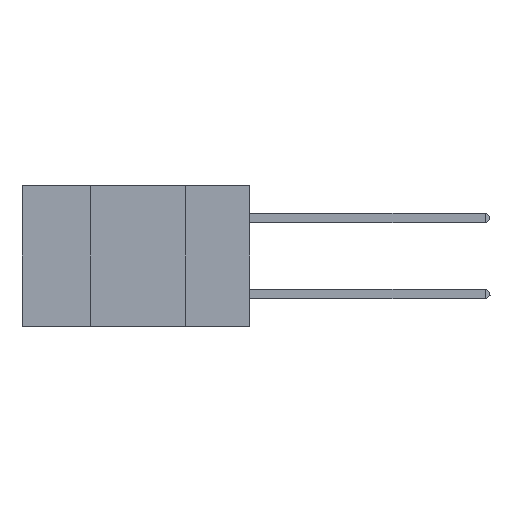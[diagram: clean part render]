
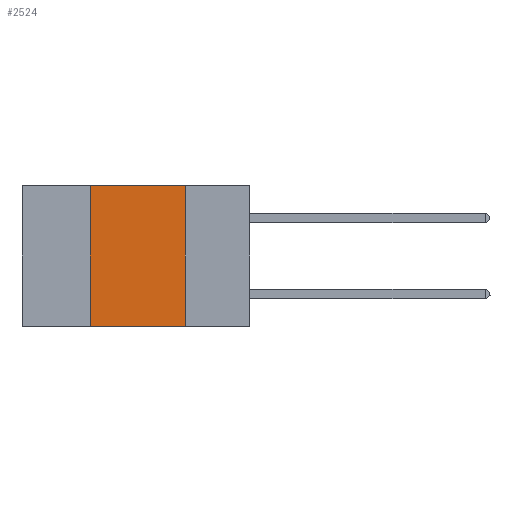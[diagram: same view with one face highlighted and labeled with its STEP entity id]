
A CAD part, left-side view. The second image highlights one B-rep face of the part: STEP entity #2524.
In plain terms, the highlighted planar face has unit normal (-1, 0, 0).
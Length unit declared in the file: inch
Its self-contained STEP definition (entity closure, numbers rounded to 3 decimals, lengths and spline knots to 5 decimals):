
#273 = ORIENTED_EDGE ( 'NONE', *, *, #14364, .F. ) ;
#711 = CARTESIAN_POINT ( 'NONE',  ( 0., 0.42, 0. ) ) ;
#1368 = EDGE_CURVE ( 'NONE', #4630, #2922, #3511, .T. ) ;
#2351 = DIRECTION ( 'NONE',  ( 0., 0., 1. ) ) ;
#2472 = VECTOR ( 'NONE', #4515, 39.37008 ) ;
#2524 = ADVANCED_FACE ( 'NONE', ( #3461 ), #13205, .F. ) ;
#2741 = AXIS2_PLACEMENT_3D ( 'NONE', #15018, #11909, #10435 ) ;
#2922 = VERTEX_POINT ( 'NONE', #16268 ) ;
#2955 = DIRECTION ( 'NONE',  ( 0., 0., -1. ) ) ;
#3285 = EDGE_CURVE ( 'NONE', #3661, #2922, #6555, .T. ) ;
#3461 = FACE_OUTER_BOUND ( 'NONE', #10279, .T. ) ;
#3511 = LINE ( 'NONE', #10343, #6846 ) ;
#3661 = VERTEX_POINT ( 'NONE', #7805 ) ;
#4515 = DIRECTION ( 'NONE',  ( 0., -1., 0. ) ) ;
#4630 = VERTEX_POINT ( 'NONE', #8766 ) ;
#5236 = VERTEX_POINT ( 'NONE', #16107 ) ;
#6254 = EDGE_CURVE ( 'NONE', #3661, #5236, #12957, .T. ) ;
#6555 = LINE ( 'NONE', #17022, #2472 ) ;
#6611 = ORIENTED_EDGE ( 'NONE', *, *, #6254, .F. ) ;
#6846 = VECTOR ( 'NONE', #2955, 39.37008 ) ;
#7056 = DIRECTION ( 'NONE',  ( 0., -1., 0. ) ) ;
#7805 = CARTESIAN_POINT ( 'NONE',  ( 0., 0.42, -0.37 ) ) ;
#8766 = CARTESIAN_POINT ( 'NONE',  ( 0., 0.17, 0. ) ) ;
#10279 = EDGE_LOOP ( 'NONE', ( #15499, #273, #6611, #12814 ) ) ;
#10293 = CARTESIAN_POINT ( 'NONE',  ( 0., 0.6, 0. ) ) ;
#10343 = CARTESIAN_POINT ( 'NONE',  ( 0., 0.17, 0. ) ) ;
#10435 = DIRECTION ( 'NONE',  ( 0., 0., -1. ) ) ;
#11909 = DIRECTION ( 'NONE',  ( 1., 0., 0. ) ) ;
#11983 = VECTOR ( 'NONE', #2351, 39.37008 ) ;
#12051 = VECTOR ( 'NONE', #7056, 39.37008 ) ;
#12814 = ORIENTED_EDGE ( 'NONE', *, *, #3285, .T. ) ;
#12957 = LINE ( 'NONE', #711, #11983 ) ;
#13205 = PLANE ( 'NONE',  #2741 ) ;
#14364 = EDGE_CURVE ( 'NONE', #5236, #4630, #16178, .T. ) ;
#15018 = CARTESIAN_POINT ( 'NONE',  ( 0., 0.6, 0. ) ) ;
#15499 = ORIENTED_EDGE ( 'NONE', *, *, #1368, .F. ) ;
#16107 = CARTESIAN_POINT ( 'NONE',  ( 0., 0.42, 0. ) ) ;
#16178 = LINE ( 'NONE', #10293, #12051 ) ;
#16268 = CARTESIAN_POINT ( 'NONE',  ( 0., 0.17, -0.37 ) ) ;
#17022 = CARTESIAN_POINT ( 'NONE',  ( 0., 0.6, -0.37 ) ) ;
